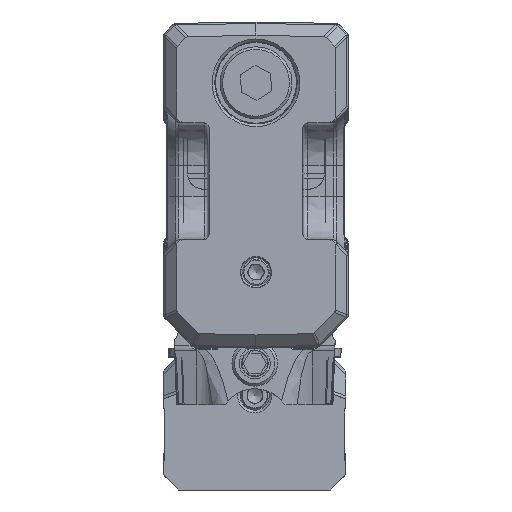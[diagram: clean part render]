
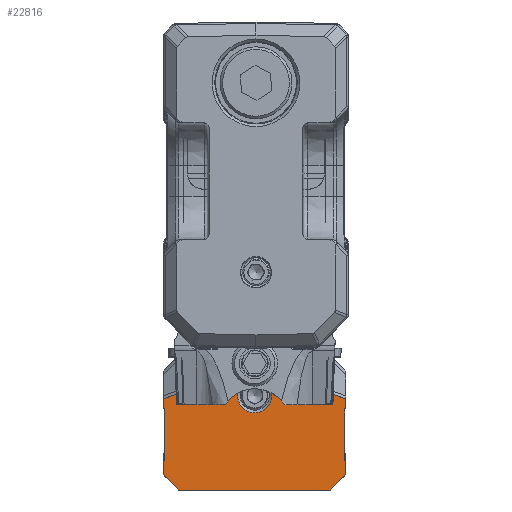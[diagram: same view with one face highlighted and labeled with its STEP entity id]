
A CAD part, front view. The second image highlights one B-rep face of the part: STEP entity #22816.
In plain terms, the highlighted planar face has unit normal (0, -1, 0).
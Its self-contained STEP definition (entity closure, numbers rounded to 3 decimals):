
#9000=FACE_BOUND('',#37081,.T.);
#9001=FACE_BOUND('',#37082,.T.);
#22816=ADVANCED_FACE('',(#9000,#9001),#27840,.F.);
#27840=PLANE('',#117246);
#37081=EDGE_LOOP('',(#48148,#48149,#48150,#48151,#48152,#48153,#48154,#48155,
#48156,#48157,#48158,#48159,#48160,#48161,#48162,#48163,#48164,#48165,#48166,
#48167,#48168,#48169));
#37082=EDGE_LOOP('',(#48170));
#48148=ORIENTED_EDGE('',*,*,#82165,.T.);
#48149=ORIENTED_EDGE('',*,*,#79260,.T.);
#48150=ORIENTED_EDGE('',*,*,#79261,.F.);
#48151=ORIENTED_EDGE('',*,*,#79279,.T.);
#48152=ORIENTED_EDGE('',*,*,#82164,.T.);
#48153=ORIENTED_EDGE('',*,*,#81913,.T.);
#48154=ORIENTED_EDGE('',*,*,#79847,.F.);
#48155=ORIENTED_EDGE('',*,*,#81980,.T.);
#48156=ORIENTED_EDGE('',*,*,#82152,.T.);
#48157=ORIENTED_EDGE('',*,*,#79334,.T.);
#48158=ORIENTED_EDGE('',*,*,#79320,.T.);
#48159=ORIENTED_EDGE('',*,*,#79309,.T.);
#48160=ORIENTED_EDGE('',*,*,#79834,.T.);
#48161=ORIENTED_EDGE('',*,*,#81983,.F.);
#48162=ORIENTED_EDGE('',*,*,#81631,.F.);
#48163=ORIENTED_EDGE('',*,*,#81633,.F.);
#48164=ORIENTED_EDGE('',*,*,#82042,.F.);
#48165=ORIENTED_EDGE('',*,*,#79785,.T.);
#48166=ORIENTED_EDGE('',*,*,#82044,.T.);
#48167=ORIENTED_EDGE('',*,*,#81938,.T.);
#48168=ORIENTED_EDGE('',*,*,#81937,.T.);
#48169=ORIENTED_EDGE('',*,*,#81618,.T.);
#48170=ORIENTED_EDGE('',*,*,#79561,.T.);
#70436=VERTEX_POINT('',#149396);
#70437=VERTEX_POINT('',#149398);
#70438=VERTEX_POINT('',#149402);
#70453=VERTEX_POINT('',#149436);
#70474=VERTEX_POINT('',#149493);
#70477=VERTEX_POINT('',#149498);
#70487=VERTEX_POINT('',#149522);
#70496=VERTEX_POINT('',#149546);
#70682=VERTEX_POINT('',#150110);
#70860=VERTEX_POINT('',#150617);
#70861=VERTEX_POINT('',#150619);
#70907=VERTEX_POINT('',#150778);
#70916=VERTEX_POINT('',#150802);
#70917=VERTEX_POINT('',#150804);
#72042=VERTEX_POINT('',#162424);
#72043=VERTEX_POINT('',#162426);
#72049=VERTEX_POINT('',#162447);
#72050=VERTEX_POINT('',#162449);
#72051=VERTEX_POINT('',#162453);
#72169=VERTEX_POINT('',#164133);
#72180=VERTEX_POINT('',#164216);
#72181=VERTEX_POINT('',#164220);
#72195=VERTEX_POINT('',#164375);
#79260=EDGE_CURVE('',#70436,#70437,#93373,.T.);
#79261=EDGE_CURVE('',#70438,#70437,#93374,.T.);
#79279=EDGE_CURVE('',#70438,#70453,#93387,.T.);
#79309=EDGE_CURVE('',#70474,#70477,#93408,.T.);
#79320=EDGE_CURVE('',#70487,#70474,#93414,.T.);
#79334=EDGE_CURVE('',#70496,#70487,#93425,.T.);
#79561=EDGE_CURVE('',#70682,#70682,#110024,.T.);
#79785=EDGE_CURVE('',#70861,#70860,#93637,.T.);
#79834=EDGE_CURVE('',#70477,#70907,#93656,.T.);
#79847=EDGE_CURVE('',#70916,#70917,#93666,.T.);
#81618=EDGE_CURVE('',#72043,#72042,#94294,.T.);
#81631=EDGE_CURVE('',#72050,#72049,#110584,.T.);
#81633=EDGE_CURVE('',#72051,#72050,#94307,.T.);
#81913=EDGE_CURVE('',#72169,#70917,#94455,.T.);
#81937=EDGE_CURVE('',#72180,#72043,#110618,.T.);
#81938=EDGE_CURVE('',#72181,#72180,#94471,.T.);
#81980=EDGE_CURVE('',#70916,#72195,#94505,.T.);
#81983=EDGE_CURVE('',#72049,#70907,#94508,.T.);
#82042=EDGE_CURVE('',#70861,#72051,#110634,.T.);
#82044=EDGE_CURVE('',#70860,#72181,#110635,.T.);
#82152=EDGE_CURVE('',#72195,#70496,#94606,.T.);
#82164=EDGE_CURVE('',#70453,#72169,#94618,.T.);
#82165=EDGE_CURVE('',#72042,#70436,#94619,.T.);
#93373=LINE('',#149399,#101582);
#93374=LINE('',#149401,#101583);
#93387=LINE('',#149437,#101596);
#93408=LINE('',#149499,#101617);
#93414=LINE('',#149521,#101623);
#93425=LINE('',#149549,#101634);
#93637=LINE('',#150618,#101846);
#93656=LINE('',#150779,#101865);
#93666=LINE('',#150803,#101875);
#94294=LINE('',#162425,#102576);
#94307=LINE('',#162454,#102589);
#94455=LINE('',#164135,#102737);
#94471=LINE('',#164219,#102753);
#94505=LINE('',#164376,#102787);
#94508=LINE('',#164382,#102790);
#94606=LINE('',#165049,#102888);
#94618=LINE('',#165079,#102900);
#94619=LINE('',#165082,#102901);
#101582=VECTOR('',#124063,1.);
#101583=VECTOR('',#124066,1.);
#101596=VECTOR('',#124093,1.);
#101617=VECTOR('',#124148,1.);
#101623=VECTOR('',#124168,1.);
#101634=VECTOR('',#124191,1.);
#101846=VECTOR('',#125133,1.);
#101865=VECTOR('',#125194,1.);
#101875=VECTOR('',#125214,1.);
#102576=VECTOR('',#127949,1.);
#102589=VECTOR('',#127976,1.);
#102737=VECTOR('',#128492,1.);
#102753=VECTOR('',#128574,1.);
#102787=VECTOR('',#128664,1.);
#102790=VECTOR('',#128671,1.);
#102888=VECTOR('',#129095,1.);
#102900=VECTOR('',#129143,1.);
#102901=VECTOR('',#129148,1.);
#110024=CIRCLE('',#115588,1.7);
#110584=CIRCLE('',#116813,0.8);
#110618=CIRCLE('',#117030,0.8);
#110634=CIRCLE('',#117122,0.8);
#110635=CIRCLE('',#117126,0.8);
#115588=AXIS2_PLACEMENT_3D('',#150109,#124668,#124669);
#116813=AXIS2_PLACEMENT_3D('',#162450,#127971,#127972);
#117030=AXIS2_PLACEMENT_3D('',#164217,#128570,#128571);
#117122=AXIS2_PLACEMENT_3D('',#164699,#128815,#128816);
#117126=AXIS2_PLACEMENT_3D('',#164704,#128824,#128825);
#117246=AXIS2_PLACEMENT_3D('',#165084,#129151,#129152);
#124063=DIRECTION('',(1.,0.,0.));
#124066=DIRECTION('',(0.,0.,1.));
#124093=DIRECTION('',(-1.,0.,0.));
#124148=DIRECTION('',(1.,0.,0.));
#124168=DIRECTION('',(0.,0.,1.));
#124191=DIRECTION('',(-1.,0.,0.));
#124668=DIRECTION('',(0.,1.,0.));
#124669=DIRECTION('',(-1.,0.,0.));
#125133=DIRECTION('',(-1.,0.,0.));
#125194=DIRECTION('',(0.,0.,1.));
#125214=DIRECTION('',(-1.,0.,0.));
#127949=DIRECTION('',(-0.94,0.,-0.342));
#127971=DIRECTION('',(0.,-1.,0.));
#127972=DIRECTION('',(-1.,0.,0.));
#127976=DIRECTION('',(-0.5,0.,-0.866));
#128492=DIRECTION('',(0.707,0.,-0.707));
#128570=DIRECTION('',(0.,1.,0.));
#128571=DIRECTION('',(-1.,0.,0.));
#128574=DIRECTION('',(0.5,0.,-0.866));
#128664=DIRECTION('',(0.707,0.,0.707));
#128671=DIRECTION('',(0.94,0.,-0.342));
#128815=DIRECTION('',(0.,1.,0.));
#128816=DIRECTION('',(-1.,0.,0.));
#128824=DIRECTION('',(0.,-1.,0.));
#128825=DIRECTION('',(-1.,0.,0.));
#129095=DIRECTION('',(0.,0.,1.));
#129143=DIRECTION('',(0.,0.,-1.));
#129148=DIRECTION('',(0.,0.,-1.));
#129151=DIRECTION('',(0.,1.,0.));
#129152=DIRECTION('',(0.,0.,1.));
#149396=CARTESIAN_POINT('',(-9.,327.5,-38.2));
#149398=CARTESIAN_POINT('',(-8.885,327.5,-38.2));
#149399=CARTESIAN_POINT('',(0.,327.5,-38.2));
#149401=CARTESIAN_POINT('',(-8.885,327.5,-46.2));
#149402=CARTESIAN_POINT('',(-8.885,327.5,-43.285));
#149436=CARTESIAN_POINT('',(-9.,327.5,-43.285));
#149437=CARTESIAN_POINT('',(0.,327.5,-43.285));
#149493=CARTESIAN_POINT('',(8.885,327.5,-38.2));
#149498=CARTESIAN_POINT('',(9.,327.5,-38.2));
#149499=CARTESIAN_POINT('',(0.,327.5,-38.2));
#149521=CARTESIAN_POINT('',(8.885,327.5,-46.2));
#149522=CARTESIAN_POINT('',(8.885,327.5,-43.285));
#149546=CARTESIAN_POINT('',(9.,327.5,-43.285));
#149549=CARTESIAN_POINT('',(0.,327.5,-43.285));
#150109=CARTESIAN_POINT('',(0.,327.5,-36.874));
#150110=CARTESIAN_POINT('',(-1.7,327.5,-36.874));
#150617=CARTESIAN_POINT('',(-5.922,327.5,-33.2));
#150618=CARTESIAN_POINT('',(0.,327.5,-33.2));
#150619=CARTESIAN_POINT('',(5.922,327.5,-33.2));
#150778=CARTESIAN_POINT('',(9.,327.5,-37.2));
#150779=CARTESIAN_POINT('',(9.,327.5,-46.2));
#150802=CARTESIAN_POINT('',(7.5,327.5,-46.2));
#150803=CARTESIAN_POINT('',(0.,327.5,-46.2));
#150804=CARTESIAN_POINT('',(-7.5,327.5,-46.2));
#162424=CARTESIAN_POINT('',(-9.,327.5,-37.2));
#162425=CARTESIAN_POINT('',(-3.945,327.5,-35.36));
#162426=CARTESIAN_POINT('',(-5.922,327.5,-36.08));
#162447=CARTESIAN_POINT('',(5.922,327.5,-36.08));
#162449=CARTESIAN_POINT('',(5.502,327.5,-34.928));
#162450=CARTESIAN_POINT('',(6.195,327.5,-35.328));
#162453=CARTESIAN_POINT('',(5.985,327.5,-34.092));
#162454=CARTESIAN_POINT('',(-0.754,327.5,-45.765));
#164133=CARTESIAN_POINT('',(-9.,327.5,-44.7));
#164135=CARTESIAN_POINT('',(-3.75,327.5,-49.95));
#164216=CARTESIAN_POINT('',(-5.502,327.5,-34.928));
#164217=CARTESIAN_POINT('',(-6.195,327.5,-35.328));
#164219=CARTESIAN_POINT('',(0.754,327.5,-45.765));
#164220=CARTESIAN_POINT('',(-5.985,327.5,-34.092));
#164375=CARTESIAN_POINT('',(9.,327.5,-44.7));
#164376=CARTESIAN_POINT('',(3.75,327.5,-49.95));
#164382=CARTESIAN_POINT('',(3.945,327.5,-35.36));
#164699=CARTESIAN_POINT('',(5.292,327.5,-33.692));
#164704=CARTESIAN_POINT('',(-5.292,327.5,-33.692));
#165049=CARTESIAN_POINT('',(9.,327.5,-46.2));
#165079=CARTESIAN_POINT('',(-9.,327.5,-46.2));
#165082=CARTESIAN_POINT('',(-9.,327.5,-46.2));
#165084=CARTESIAN_POINT('',(0.,327.5,-46.2));
